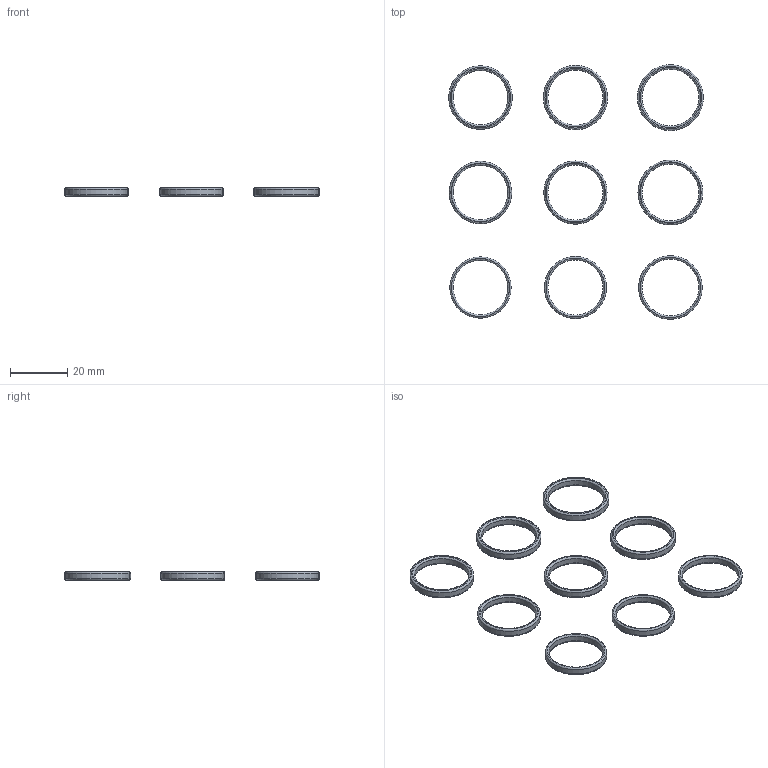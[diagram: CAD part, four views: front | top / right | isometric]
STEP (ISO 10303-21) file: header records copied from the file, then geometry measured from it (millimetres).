
FILE_DESCRIPTION(('Open CASCADE Model'),'2;1');
FILE_NAME('Open CASCADE Shape Model','2024-02-19T16:45:10',('Author'),( 'Open CASCADE'),'Open CASCADE STEP processor 7.7','Open CASCADE 7.7' ,'Unknown');
FILE_SCHEMA(('AUTOMOTIVE_DESIGN { 1 0 10303 214 1 1 1 1 }'));
Length unit declared in the file: millimetre
Products named in the file (10): Open CASCADE STEP translator 7.7 1; Open CASCADE STEP translator 7.7 1.1; Open CASCADE STEP translator 7.7 1.2; Open CASCADE STEP translator 7.7 1.3; Open CASCADE STEP translator 7.7 1.4; Open CASCADE STEP translator 7.7 1.5; Open CASCADE STEP translator 7.7 1.6; Open CASCADE STEP translator 7.7 1.7; Open CASCADE STEP translator 7.7 1.8; Open CASCADE STEP translator 7.7 1.9
Assembly tree (9 placements, depth 2):
  Open CASCADE STEP translator 7.7 1
    Open CASCADE STEP translator 7.7 1.1
    Open CASCADE STEP translator 7.7 1.2
    Open CASCADE STEP translator 7.7 1.3
    Open CASCADE STEP translator 7.7 1.4
    Open CASCADE STEP translator 7.7 1.5
    Open CASCADE STEP translator 7.7 1.6
    Open CASCADE STEP translator 7.7 1.7
    Open CASCADE STEP translator 7.7 1.8
    Open CASCADE STEP translator 7.7 1.9
Bounding box: 88.8 x 88.8 x 3 mm (x, y, z)
Volume: 2291.1 mm3; surface area: 4570.1 mm2
Topology: 9 solids, 9 shells, 72 faces, 126 edges, 72 vertices
Faces by surface type: torus 36, cylinder 18, plane 18
Full cylindrical faces by diameter (mm): 19 x3, 19.25 x3, 19.8 x3, 21.4 x1, 21.65 x1, 21.8 x1, 22.05 x1, 22.2 x2, 22.45 x1, 22.6 x1, 23 x1
Entity records: 3508 total; most frequent: CARTESIAN_POINT 604, DIRECTION 578, ORIENTED_EDGE 252, PCURVE 252, DEFINITIONAL_REPRESENTATION 252, AXIS2_PLACEMENT_3D 190, LINE 162, VECTOR 162
